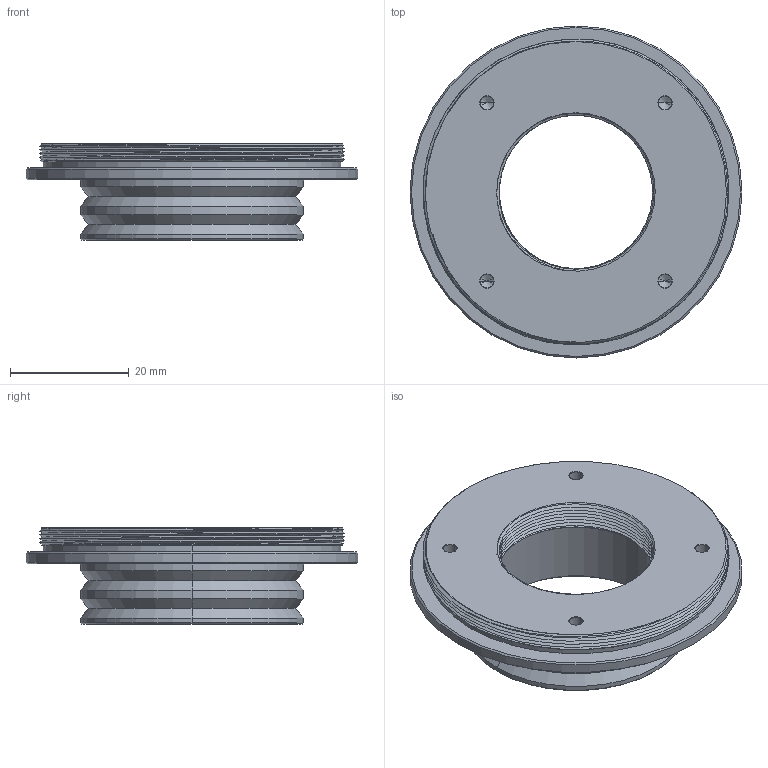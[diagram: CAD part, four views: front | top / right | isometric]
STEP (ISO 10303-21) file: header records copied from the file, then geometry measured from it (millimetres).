
FILE_DESCRIPTION((''),'2;1');
FILE_NAME('MCSM2-D1_5','2023-08-03T09:43:18',('R&D'),(''),'CREO PARAMETRIC BY PTC INC, 2021063','CREO PARAMETRIC BY PTC INC, 2021063','');
FILE_SCHEMA(('CONFIG_CONTROL_DESIGN'));
Length unit declared in the file: millimetre
Products named in the file (1): MCSM2-D1_5
Bounding box: 55.88 x 55.88 x 16.26 mm (x, y, z)
Volume: 13590.6 mm3; surface area: 8602.5 mm2
Topology: 1 solids, 1 shells, 77 faces, 178 edges, 103 vertices
Faces by surface type: cone 47, cylinder 20, plane 6, bspline 4
Entity records: 8226 total; most frequent: CARTESIAN_POINT 6508, DIRECTION 353, ORIENTED_EDGE 340, EDGE_CURVE 170, AXIS2_PLACEMENT_3D 145, VERTEX_POINT 103, EDGE_LOOP 87, FACE_OUTER_BOUND 77
